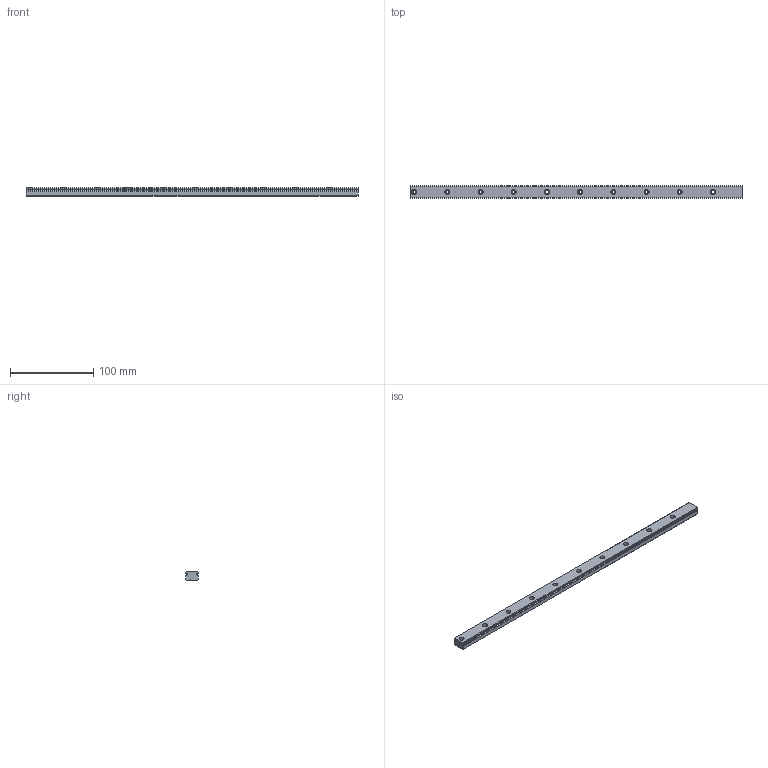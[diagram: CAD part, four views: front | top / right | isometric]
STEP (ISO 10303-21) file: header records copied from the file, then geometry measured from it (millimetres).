
FILE_DESCRIPTION(('starvars output'),'2;1');
FILE_NAME('cv20200802180151000017162.stp','18:01:52 2020/08/02',( 'Thomas Industrial Network Germany GmbH'),( 'Thomas Industrial Network Germany GmbH'),'unknown preprocess','ACIS' ,'unknown authorization');
FILE_SCHEMA(('AUTOMOTIVE_DESIGN_CC2 {UNKNOWN IMPLEMENTATION LEVEL}'));
Length unit declared in the file: millimetre
Products named in the file (1): PRODUCT_ID_1
Bounding box: 400 x 15 x 10 mm (x, y, z)
Volume: 55242.5 mm3; surface area: 23001.3 mm2
Topology: 1 solids, 1 shells, 86 faces, 252 edges, 168 vertices
Faces by surface type: cylinder 57, plane 29
Entity records: 3531 total; most frequent: CARTESIAN_POINT 636, ORIENTED_EDGE 504, DIRECTION 388, EDGE_CURVE 252, VERTEX_POINT 168, AXIS2_PLACEMENT_3D 140, VECTOR 108, LINE 108
